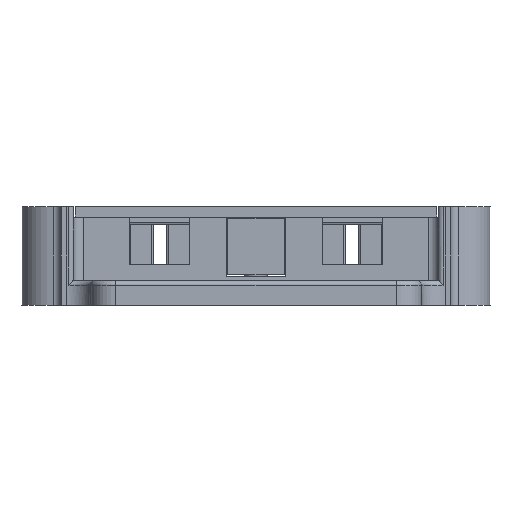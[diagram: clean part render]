
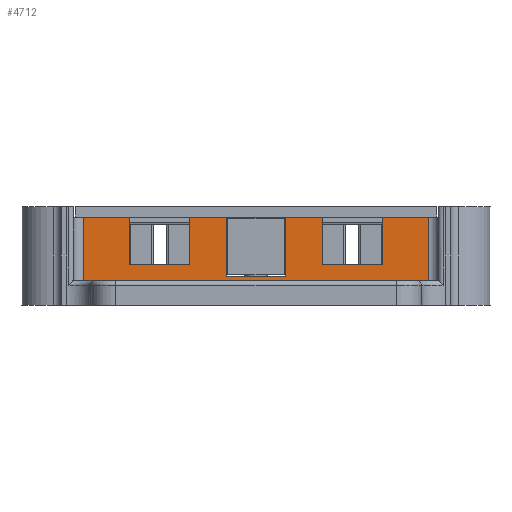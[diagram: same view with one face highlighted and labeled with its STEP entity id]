
A CAD part, left-side view. The second image highlights one B-rep face of the part: STEP entity #4712.
In plain terms, the highlighted planar face has unit normal (-1, 0, 0).
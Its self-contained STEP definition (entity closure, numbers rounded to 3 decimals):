
#8 = LINE ( 'NONE', #452, #5123 ) ;
#48 = CARTESIAN_POINT ( 'NONE',  ( 58.5, -35., 17.9 ) ) ;
#49 = EDGE_CURVE ( 'NONE', #4743, #5957, #362, .T. ) ;
#54 = VERTEX_POINT ( 'NONE', #1835 ) ;
#70 = DIRECTION ( 'NONE',  ( 1., 0., 0. ) ) ;
#129 = FACE_OUTER_BOUND ( 'NONE', #1231, .T. ) ;
#138 = VECTOR ( 'NONE', #5345, 1000. ) ;
#199 = VERTEX_POINT ( 'NONE', #487 ) ;
#218 = EDGE_CURVE ( 'NONE', #5072, #474, #8, .T. ) ;
#227 = CARTESIAN_POINT ( 'NONE',  ( 58.5, 0., 5. ) ) ;
#255 = EDGE_CURVE ( 'NONE', #54, #1741, #2612, .T. ) ;
#313 = EDGE_CURVE ( 'NONE', #3598, #1654, #2553, .T. ) ;
#362 = LINE ( 'NONE', #5578, #1706 ) ;
#419 = LINE ( 'NONE', #5135, #6141 ) ;
#429 = LINE ( 'NONE', #5179, #4356 ) ;
#452 = CARTESIAN_POINT ( 'NONE',  ( 58.5, -35., 17.9 ) ) ;
#474 = VERTEX_POINT ( 'NONE', #2604 ) ;
#487 = CARTESIAN_POINT ( 'NONE',  ( 58.5, 25.6, 8.3 ) ) ;
#511 = DIRECTION ( 'NONE',  ( 0., 0., -1. ) ) ;
#514 = CARTESIAN_POINT ( 'NONE',  ( 58.5, 6., 5.9 ) ) ;
#548 = LINE ( 'NONE', #1581, #2008 ) ;
#559 = VECTOR ( 'NONE', #6207, 1000. ) ;
#561 = VERTEX_POINT ( 'NONE', #3512 ) ;
#701 = CARTESIAN_POINT ( 'NONE',  ( 58.5, -6., 17.9 ) ) ;
#716 = ORIENTED_EDGE ( 'NONE', *, *, #3723, .T. ) ;
#805 = CARTESIAN_POINT ( 'NONE',  ( 58.5, -13.4, 8.3 ) ) ;
#889 = VERTEX_POINT ( 'NONE', #1506 ) ;
#920 = LINE ( 'NONE', #2838, #5888 ) ;
#1113 = ORIENTED_EDGE ( 'NONE', *, *, #218, .F. ) ;
#1231 = EDGE_LOOP ( 'NONE', ( #1113, #4773, #5156, #5558, #2215, #1239, #6147, #716, #1438, #5239, #3592, #4261, #3029, #1952, #2185, #4076 ) ) ;
#1239 = ORIENTED_EDGE ( 'NONE', *, *, #255, .F. ) ;
#1284 = LINE ( 'NONE', #3205, #4754 ) ;
#1335 = CARTESIAN_POINT ( 'NONE',  ( 58.5, 13.4, 8.3 ) ) ;
#1438 = ORIENTED_EDGE ( 'NONE', *, *, #4620, .F. ) ;
#1506 = CARTESIAN_POINT ( 'NONE',  ( 58.5, -13.4, 8.3 ) ) ;
#1509 = PLANE ( 'NONE',  #3615 ) ;
#1526 = CARTESIAN_POINT ( 'NONE',  ( 58.5, -25.6, 8.3 ) ) ;
#1581 = CARTESIAN_POINT ( 'NONE',  ( 58.5, -35., 20. ) ) ;
#1654 = VERTEX_POINT ( 'NONE', #2301 ) ;
#1668 = DIRECTION ( 'NONE',  ( 0., 0., 1. ) ) ;
#1695 = EDGE_CURVE ( 'NONE', #1998, #4743, #1284, .T. ) ;
#1706 = VECTOR ( 'NONE', #1802, 1000. ) ;
#1741 = VERTEX_POINT ( 'NONE', #4869 ) ;
#1743 = DIRECTION ( 'NONE',  ( 0., 0., -1. ) ) ;
#1773 = EDGE_CURVE ( 'NONE', #5957, #561, #4839, .T. ) ;
#1802 = DIRECTION ( 'NONE',  ( 0., 0., -1. ) ) ;
#1835 = CARTESIAN_POINT ( 'NONE',  ( 58.5, -25.6, 8.3 ) ) ;
#1899 = DIRECTION ( 'NONE',  ( 0., 0., 1. ) ) ;
#1908 = LINE ( 'NONE', #1526, #5460 ) ;
#1925 = DIRECTION ( 'NONE',  ( 0., -1., 0. ) ) ;
#1952 = ORIENTED_EDGE ( 'NONE', *, *, #3380, .F. ) ;
#1998 = VERTEX_POINT ( 'NONE', #2760 ) ;
#2008 = VECTOR ( 'NONE', #4884, 1000. ) ;
#2119 = LINE ( 'NONE', #4153, #2665 ) ;
#2144 = CARTESIAN_POINT ( 'NONE',  ( 58.5, -25.6, 8.3 ) ) ;
#2156 = EDGE_CURVE ( 'NONE', #889, #54, #1908, .T. ) ;
#2185 = ORIENTED_EDGE ( 'NONE', *, *, #5653, .F. ) ;
#2215 = ORIENTED_EDGE ( 'NONE', *, *, #5624, .F. ) ;
#2301 = CARTESIAN_POINT ( 'NONE',  ( 58.5, 35., 5. ) ) ;
#2383 = VERTEX_POINT ( 'NONE', #1335 ) ;
#2397 = EDGE_CURVE ( 'NONE', #5072, #1654, #429, .T. ) ;
#2453 = CARTESIAN_POINT ( 'NONE',  ( 58.5, -35., 20. ) ) ;
#2464 = VECTOR ( 'NONE', #3311, 1000. ) ;
#2553 = LINE ( 'NONE', #227, #4293 ) ;
#2604 = CARTESIAN_POINT ( 'NONE',  ( 58.5, 25.6, 17.9 ) ) ;
#2610 = EDGE_CURVE ( 'NONE', #199, #474, #920, .T. ) ;
#2612 = LINE ( 'NONE', #2144, #6197 ) ;
#2665 = VECTOR ( 'NONE', #3497, 1000. ) ;
#2760 = CARTESIAN_POINT ( 'NONE',  ( 58.5, 13.4, 17.9 ) ) ;
#2838 = CARTESIAN_POINT ( 'NONE',  ( 58.5, 25.6, 8.3 ) ) ;
#2913 = CARTESIAN_POINT ( 'NONE',  ( 58.5, 6., 5.9 ) ) ;
#3029 = ORIENTED_EDGE ( 'NONE', *, *, #1695, .F. ) ;
#3205 = CARTESIAN_POINT ( 'NONE',  ( 58.5, -35., 17.9 ) ) ;
#3311 = DIRECTION ( 'NONE',  ( 0., -1., 0. ) ) ;
#3380 = EDGE_CURVE ( 'NONE', #2383, #1998, #2119, .T. ) ;
#3405 = LINE ( 'NONE', #48, #559 ) ;
#3423 = CARTESIAN_POINT ( 'NONE',  ( 58.5, 6., 17.9 ) ) ;
#3497 = DIRECTION ( 'NONE',  ( 0., 0., 1. ) ) ;
#3512 = CARTESIAN_POINT ( 'NONE',  ( 58.5, -6., 5.9 ) ) ;
#3592 = ORIENTED_EDGE ( 'NONE', *, *, #1773, .F. ) ;
#3598 = VERTEX_POINT ( 'NONE', #6062 ) ;
#3615 = AXIS2_PLACEMENT_3D ( 'NONE', #2453, #70, #511 ) ;
#3671 = VECTOR ( 'NONE', #5875, 1000. ) ;
#3723 = EDGE_CURVE ( 'NONE', #889, #5526, #5115, .T. ) ;
#3783 = CARTESIAN_POINT ( 'NONE',  ( 58.5, -13.4, 17.9 ) ) ;
#3821 = VERTEX_POINT ( 'NONE', #4296 ) ;
#4021 = DIRECTION ( 'NONE',  ( 0., 1., 0. ) ) ;
#4076 = ORIENTED_EDGE ( 'NONE', *, *, #2610, .T. ) ;
#4078 = VERTEX_POINT ( 'NONE', #4511 ) ;
#4153 = CARTESIAN_POINT ( 'NONE',  ( 58.5, 13.4, 8.3 ) ) ;
#4222 = DIRECTION ( 'NONE',  ( 0., -1., 0. ) ) ;
#4261 = ORIENTED_EDGE ( 'NONE', *, *, #49, .F. ) ;
#4293 = VECTOR ( 'NONE', #4021, 1000. ) ;
#4296 = CARTESIAN_POINT ( 'NONE',  ( 58.5, -35., 17.9 ) ) ;
#4308 = EDGE_CURVE ( 'NONE', #3821, #3598, #548, .T. ) ;
#4332 = DIRECTION ( 'NONE',  ( 0., -1., 0. ) ) ;
#4356 = VECTOR ( 'NONE', #1743, 1000. ) ;
#4511 = CARTESIAN_POINT ( 'NONE',  ( 58.5, -6., 17.9 ) ) ;
#4534 = DIRECTION ( 'NONE',  ( 0., 0., 1. ) ) ;
#4620 = EDGE_CURVE ( 'NONE', #4078, #5526, #419, .T. ) ;
#4712 = ADVANCED_FACE ( 'NONE', ( #129 ), #1509, .F. ) ;
#4743 = VERTEX_POINT ( 'NONE', #3423 ) ;
#4754 = VECTOR ( 'NONE', #5129, 1000. ) ;
#4773 = ORIENTED_EDGE ( 'NONE', *, *, #2397, .T. ) ;
#4839 = LINE ( 'NONE', #2913, #138 ) ;
#4869 = CARTESIAN_POINT ( 'NONE',  ( 58.5, -25.6, 17.9 ) ) ;
#4884 = DIRECTION ( 'NONE',  ( 0., 0., -1. ) ) ;
#4889 = CARTESIAN_POINT ( 'NONE',  ( 58.5, 25.6, 8.3 ) ) ;
#4941 = LINE ( 'NONE', #701, #5184 ) ;
#5072 = VERTEX_POINT ( 'NONE', #6104 ) ;
#5115 = LINE ( 'NONE', #805, #3671 ) ;
#5123 = VECTOR ( 'NONE', #1925, 1000. ) ;
#5129 = DIRECTION ( 'NONE',  ( 0., -1., 0. ) ) ;
#5135 = CARTESIAN_POINT ( 'NONE',  ( 58.5, -35., 17.9 ) ) ;
#5156 = ORIENTED_EDGE ( 'NONE', *, *, #313, .F. ) ;
#5179 = CARTESIAN_POINT ( 'NONE',  ( 58.5, 35., 20. ) ) ;
#5184 = VECTOR ( 'NONE', #1668, 1000. ) ;
#5239 = ORIENTED_EDGE ( 'NONE', *, *, #6168, .F. ) ;
#5270 = LINE ( 'NONE', #4889, #2464 ) ;
#5345 = DIRECTION ( 'NONE',  ( 0., -1., 0. ) ) ;
#5460 = VECTOR ( 'NONE', #4332, 1000. ) ;
#5526 = VERTEX_POINT ( 'NONE', #3783 ) ;
#5558 = ORIENTED_EDGE ( 'NONE', *, *, #4308, .F. ) ;
#5578 = CARTESIAN_POINT ( 'NONE',  ( 58.5, 6., 17.9 ) ) ;
#5624 = EDGE_CURVE ( 'NONE', #1741, #3821, #3405, .T. ) ;
#5653 = EDGE_CURVE ( 'NONE', #199, #2383, #5270, .T. ) ;
#5875 = DIRECTION ( 'NONE',  ( 0., 0., 1. ) ) ;
#5888 = VECTOR ( 'NONE', #1899, 1000. ) ;
#5957 = VERTEX_POINT ( 'NONE', #514 ) ;
#6062 = CARTESIAN_POINT ( 'NONE',  ( 58.5, -35., 5. ) ) ;
#6104 = CARTESIAN_POINT ( 'NONE',  ( 58.5, 35., 17.9 ) ) ;
#6141 = VECTOR ( 'NONE', #4222, 1000. ) ;
#6147 = ORIENTED_EDGE ( 'NONE', *, *, #2156, .F. ) ;
#6168 = EDGE_CURVE ( 'NONE', #561, #4078, #4941, .T. ) ;
#6197 = VECTOR ( 'NONE', #4534, 1000. ) ;
#6207 = DIRECTION ( 'NONE',  ( 0., -1., 0. ) ) ;
